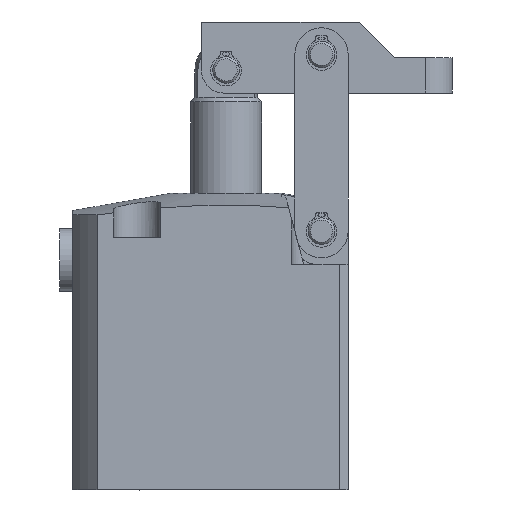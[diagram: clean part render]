
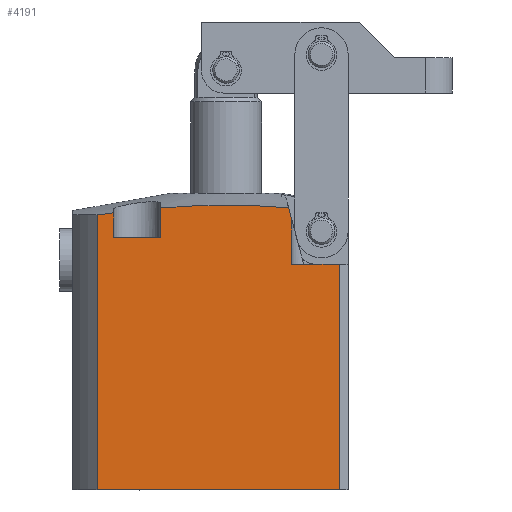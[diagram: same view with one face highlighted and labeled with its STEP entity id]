
A CAD part, front view. The second image highlights one B-rep face of the part: STEP entity #4191.
In plain terms, the highlighted planar face has unit normal (0, -1, 0).
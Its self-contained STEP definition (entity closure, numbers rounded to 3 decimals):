
#373 = LINE ( 'NONE', #6708, #375 ) ;
#375 = VECTOR ( 'NONE', #6706, 1000. ) ;
#868 = CARTESIAN_POINT ( 'NONE',  ( -25.25, -27.5, 15. ) ) ;
#904 = DIRECTION ( 'NONE',  ( 0., 0., 1. ) ) ;
#922 = CARTESIAN_POINT ( 'NONE',  ( -14.75, -27.5, 15. ) ) ;
#936 = DIRECTION ( 'NONE',  ( -1., 0., 0. ) ) ;
#948 = CARTESIAN_POINT ( 'NONE',  ( -29.047, -27.5, 20.151 ) ) ;
#1020 = DIRECTION ( 'NONE',  ( 1., 0., 0. ) ) ;
#1028 = DIRECTION ( 'NONE',  ( -1., 0., 0. ) ) ;
#1044 = CARTESIAN_POINT ( 'NONE',  ( -25.25, -27.5, 15. ) ) ;
#1062 = CARTESIAN_POINT ( 'NONE',  ( 0., -27.5, 9. ) ) ;
#1068 = CARTESIAN_POINT ( 'NONE',  ( 27.5, -27.5, -41.8 ) ) ;
#1099 = CARTESIAN_POINT ( 'NONE',  ( -26.517, -27.5, 20.47 ) ) ;
#1121 = DIRECTION ( 'NONE',  ( 0., 0., 1. ) ) ;
#1139 = CARTESIAN_POINT ( 'NONE',  ( -27.782, -27.5, 20.313 ) ) ;
#1616 = VERTEX_POINT ( 'NONE', #10080 ) ;
#1673 = FACE_OUTER_BOUND ( 'NONE', #4995, .T. ) ;
#1742 = VERTEX_POINT ( 'NONE', #10141 ) ;
#1752 = VERTEX_POINT ( 'NONE', #10145 ) ;
#1756 = VERTEX_POINT ( 'NONE', #10147 ) ;
#2078 = B_SPLINE_CURVE_WITH_KNOTS ( 'NONE', 3,
 ( #3010, #3215, #3048, #3448, #3023, #3090, #3018, #3086, #3083, #3165 ),
 .UNSPECIFIED., .F., .F.,
 ( 4, 2, 2, 2, 4 ),
 ( 0.103, 0.11, 0.117, 0.124, 0.132 ),
 .UNSPECIFIED. ) ;
#2115 = B_SPLINE_CURVE_WITH_KNOTS ( 'NONE', 3,
 ( #4345, #1099, #1139, #948 ),
 .UNSPECIFIED., .F., .F.,
 ( 4, 4 ),
 ( 0.142, 0.146 ),
 .UNSPECIFIED. ) ;
#2446 = ORIENTED_EDGE ( 'NONE', *, *, #5530, .T. ) ;
#2520 = VERTEX_POINT ( 'NONE', #9817 ) ;
#2541 = VERTEX_POINT ( 'NONE', #9865 ) ;
#3010 = CARTESIAN_POINT ( 'NONE',  ( 14.082, -27.5, 21.756 ) ) ;
#3018 = CARTESIAN_POINT ( 'NONE',  ( -5.152, -27.5, 22.288 ) ) ;
#3023 = CARTESIAN_POINT ( 'NONE',  ( 2.055, -27.5, 22.36 ) ) ;
#3048 = CARTESIAN_POINT ( 'NONE',  ( 9.269, -27.5, 22.104 ) ) ;
#3068 = DIRECTION ( 'NONE',  ( 0., 0., 1. ) ) ;
#3083 = CARTESIAN_POINT ( 'NONE',  ( -12.352, -27.5, 21.902 ) ) ;
#3086 = CARTESIAN_POINT ( 'NONE',  ( -9.952, -27.5, 22.063 ) ) ;
#3090 = CARTESIAN_POINT ( 'NONE',  ( -2.75, -27.5, 22.349 ) ) ;
#3165 = CARTESIAN_POINT ( 'NONE',  ( -14.75, -27.5, 21.702 ) ) ;
#3215 = CARTESIAN_POINT ( 'NONE',  ( 11.676, -27.5, 21.95 ) ) ;
#3232 = CARTESIAN_POINT ( 'NONE',  ( -14.75, -27.5, 15. ) ) ;
#3318 = DIRECTION ( 'NONE',  ( 0., 0., -1. ) ) ;
#3360 = CARTESIAN_POINT ( 'NONE',  ( -29.047, -27.5, 25. ) ) ;
#3448 = CARTESIAN_POINT ( 'NONE',  ( 4.459, -27.5, 22.309 ) ) ;
#3498 = CARTESIAN_POINT ( 'NONE',  ( 25.5, -27.5, 9. ) ) ;
#3553 = CARTESIAN_POINT ( 'NONE',  ( -25.25, -27.5, 20.621 ) ) ;
#3664 = DIRECTION ( 'NONE',  ( 0.259, 0., -0.966 ) ) ;
#3665 = CARTESIAN_POINT ( 'NONE',  ( 13.213, -27.5, 25. ) ) ;
#3686 = CARTESIAN_POINT ( 'NONE',  ( 14.75, -27.5, 9. ) ) ;
#4191 = ADVANCED_FACE ( 'NONE', ( #1673 ), #6687, .F. ) ;
#4345 = CARTESIAN_POINT ( 'NONE',  ( -25.25, -27.5, 20.621 ) ) ;
#4418 = EDGE_CURVE ( 'NONE', #1616, #1752, #8862, .T. ) ;
#4426 = EDGE_CURVE ( 'NONE', #7402, #8458, #2115, .T. ) ;
#4439 = EDGE_CURVE ( 'NONE', #7124, #2541, #8890, .T. ) ;
#4453 = EDGE_CURVE ( 'NONE', #7145, #2520, #8908, .T. ) ;
#4463 = EDGE_CURVE ( 'NONE', #1756, #7124, #8928, .T. ) ;
#4824 = AXIS2_PLACEMENT_3D ( 'NONE', #6574, #6573, #6595 ) ;
#4995 = EDGE_LOOP ( 'NONE', ( #7126, #5340, #5294, #5140, #5335, #5377, #6110, #5346, #5364, #5329, #2446 ) ) ;
#5140 = ORIENTED_EDGE ( 'NONE', *, *, #5488, .T. ) ;
#5294 = ORIENTED_EDGE ( 'NONE', *, *, #4453, .T. ) ;
#5329 = ORIENTED_EDGE ( 'NONE', *, *, #4426, .T. ) ;
#5335 = ORIENTED_EDGE ( 'NONE', *, *, #5540, .F. ) ;
#5340 = ORIENTED_EDGE ( 'NONE', *, *, #8171, .T. ) ;
#5346 = ORIENTED_EDGE ( 'NONE', *, *, #4463, .F. ) ;
#5364 = ORIENTED_EDGE ( 'NONE', *, *, #5456, .T. ) ;
#5377 = ORIENTED_EDGE ( 'NONE', *, *, #5491, .T. ) ;
#5456 = EDGE_CURVE ( 'NONE', #1756, #7402, #8990, .T. ) ;
#5488 = EDGE_CURVE ( 'NONE', #2520, #8450, #9040, .T. ) ;
#5491 = EDGE_CURVE ( 'NONE', #1742, #2541, #2078, .T. ) ;
#5530 = EDGE_CURVE ( 'NONE', #8458, #1752, #9115, .T. ) ;
#5540 = EDGE_CURVE ( 'NONE', #1742, #8450, #9133, .T. ) ;
#6110 = ORIENTED_EDGE ( 'NONE', *, *, #4439, .F. ) ;
#6573 = DIRECTION ( 'NONE',  ( 0., 1., 0. ) ) ;
#6574 = CARTESIAN_POINT ( 'NONE',  ( 0., -27.5, 25. ) ) ;
#6595 = DIRECTION ( 'NONE',  ( 0., 0., 1. ) ) ;
#6687 = PLANE ( 'NONE',  #4824 ) ;
#6706 = DIRECTION ( 'NONE',  ( 0., 0., 1. ) ) ;
#6708 = CARTESIAN_POINT ( 'NONE',  ( 25.5, -27.5, 9. ) ) ;
#6921 = CARTESIAN_POINT ( 'NONE',  ( -29.047, -27.5, 20.151 ) ) ;
#7096 = CARTESIAN_POINT ( 'NONE',  ( 14.75, -27.5, 19.263 ) ) ;
#7124 = VERTEX_POINT ( 'NONE', #3232 ) ;
#7126 = ORIENTED_EDGE ( 'NONE', *, *, #4418, .F. ) ;
#7145 = VERTEX_POINT ( 'NONE', #3498 ) ;
#7402 = VERTEX_POINT ( 'NONE', #3553 ) ;
#8171 = EDGE_CURVE ( 'NONE', #1616, #7145, #373, .T. ) ;
#8450 = VERTEX_POINT ( 'NONE', #7096 ) ;
#8458 = VERTEX_POINT ( 'NONE', #6921 ) ;
#8862 = LINE ( 'NONE', #1068, #8866 ) ;
#8866 = VECTOR ( 'NONE', #936, 1000. ) ;
#8890 = LINE ( 'NONE', #922, #8892 ) ;
#8892 = VECTOR ( 'NONE', #1121, 1000. ) ;
#8908 = LINE ( 'NONE', #1062, #8915 ) ;
#8915 = VECTOR ( 'NONE', #1028, 1000. ) ;
#8928 = LINE ( 'NONE', #1044, #8929 ) ;
#8929 = VECTOR ( 'NONE', #1020, 1000. ) ;
#8990 = LINE ( 'NONE', #868, #8994 ) ;
#8994 = VECTOR ( 'NONE', #904, 1000. ) ;
#9040 = LINE ( 'NONE', #3686, #9047 ) ;
#9047 = VECTOR ( 'NONE', #3068, 1000. ) ;
#9115 = LINE ( 'NONE', #3360, #9119 ) ;
#9119 = VECTOR ( 'NONE', #3318, 1000. ) ;
#9133 = LINE ( 'NONE', #3665, #9135 ) ;
#9135 = VECTOR ( 'NONE', #3664, 1000. ) ;
#9817 = CARTESIAN_POINT ( 'NONE',  ( 14.75, -27.5, 9. ) ) ;
#9865 = CARTESIAN_POINT ( 'NONE',  ( -14.75, -27.5, 21.702 ) ) ;
#10080 = CARTESIAN_POINT ( 'NONE',  ( 25.5, -27.5, -41.8 ) ) ;
#10141 = CARTESIAN_POINT ( 'NONE',  ( 14.082, -27.5, 21.756 ) ) ;
#10145 = CARTESIAN_POINT ( 'NONE',  ( -29.047, -27.5, -41.8 ) ) ;
#10147 = CARTESIAN_POINT ( 'NONE',  ( -25.25, -27.5, 15. ) ) ;
